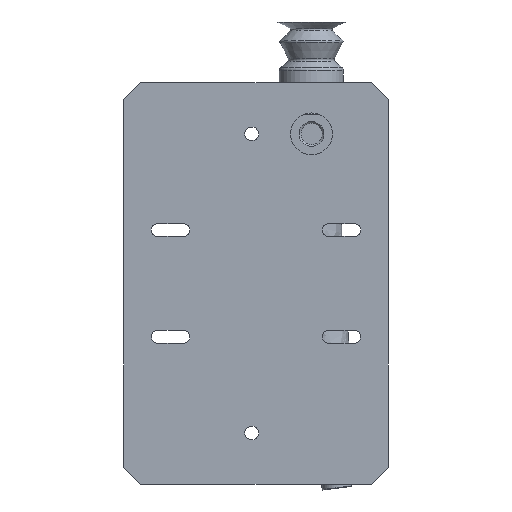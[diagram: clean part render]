
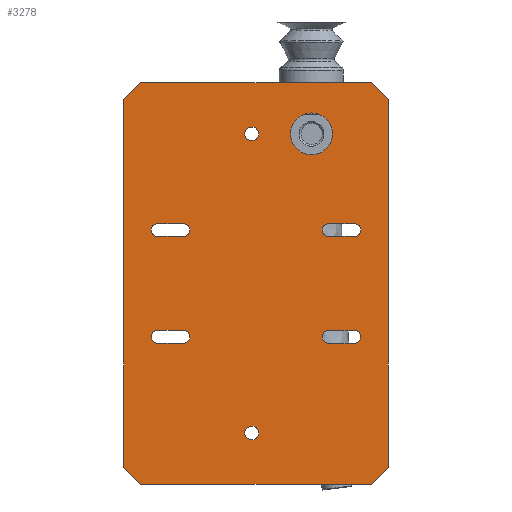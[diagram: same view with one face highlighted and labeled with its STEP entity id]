
A CAD part, front view. The second image highlights one B-rep face of the part: STEP entity #3278.
In plain terms, the highlighted planar face has unit normal (0, -1, 0).
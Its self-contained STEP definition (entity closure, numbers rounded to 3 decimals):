
#293=FACE_BOUND('',#1234,.T.);
#294=FACE_BOUND('',#1235,.T.);
#295=FACE_BOUND('',#1236,.T.);
#296=FACE_BOUND('',#1237,.T.);
#297=FACE_BOUND('',#1238,.T.);
#298=FACE_BOUND('',#1239,.T.);
#299=FACE_BOUND('',#1240,.T.);
#358=PLANE('',#3608);
#540=LINE('',#7665,#735);
#546=LINE('',#7676,#741);
#561=LINE('',#7729,#756);
#564=LINE('',#7734,#759);
#565=LINE('',#7737,#760);
#568=LINE('',#7742,#763);
#569=LINE('',#7745,#764);
#572=LINE('',#7751,#767);
#575=LINE('',#7759,#770);
#578=LINE('',#7767,#773);
#581=LINE('',#7775,#776);
#587=LINE('',#7795,#782);
#590=LINE('',#7803,#785);
#594=LINE('',#7815,#789);
#597=LINE('',#7822,#792);
#598=LINE('',#7824,#793);
#735=VECTOR('',#4190,10.);
#741=VECTOR('',#4198,10.);
#756=VECTOR('',#4239,10.);
#759=VECTOR('',#4244,10.);
#760=VECTOR('',#4247,10.);
#763=VECTOR('',#4252,10.);
#764=VECTOR('',#4255,10.);
#767=VECTOR('',#4260,10.);
#770=VECTOR('',#4269,10.);
#773=VECTOR('',#4278,10.);
#776=VECTOR('',#4287,10.);
#782=VECTOR('',#4311,10.);
#785=VECTOR('',#4320,10.);
#789=VECTOR('',#4334,10.);
#792=VECTOR('',#4343,10.);
#793=VECTOR('',#4346,10.);
#1014=FACE_OUTER_BOUND('',#1233,.T.);
#1233=EDGE_LOOP('',(#3056,#3057,#3058,#3059,#3060,#3061,#3062,#3063));
#1234=EDGE_LOOP('',(#3064,#3065,#3066,#3067));
#1235=EDGE_LOOP('',(#3068,#3069,#3070,#3071));
#1236=EDGE_LOOP('',(#3072));
#1237=EDGE_LOOP('',(#3073));
#1238=EDGE_LOOP('',(#3074));
#1239=EDGE_LOOP('',(#3075,#3076,#3077,#3078));
#1240=EDGE_LOOP('',(#3079,#3080,#3081,#3082));
#1354=CIRCLE('',#3579,1.5);
#1355=CIRCLE('',#3582,1.5);
#1356=CIRCLE('',#3585,1.5);
#1357=CIRCLE('',#3588,1.5);
#1358=CIRCLE('',#3590,4.9);
#1359=CIRCLE('',#3592,1.6);
#1360=CIRCLE('',#3594,1.6);
#1361=CIRCLE('',#3597,1.5);
#1362=CIRCLE('',#3600,1.5);
#1363=CIRCLE('',#3602,1.5);
#1364=CIRCLE('',#3605,1.5);
#1610=VERTEX_POINT('',#7663);
#1611=VERTEX_POINT('',#7664);
#1615=VERTEX_POINT('',#7674);
#1640=VERTEX_POINT('',#7728);
#1641=VERTEX_POINT('',#7732);
#1642=VERTEX_POINT('',#7736);
#1643=VERTEX_POINT('',#7740);
#1644=VERTEX_POINT('',#7744);
#1645=VERTEX_POINT('',#7748);
#1646=VERTEX_POINT('',#7750);
#1647=VERTEX_POINT('',#7754);
#1648=VERTEX_POINT('',#7758);
#1649=VERTEX_POINT('',#7764);
#1650=VERTEX_POINT('',#7766);
#1651=VERTEX_POINT('',#7770);
#1652=VERTEX_POINT('',#7774);
#1653=VERTEX_POINT('',#7780);
#1654=VERTEX_POINT('',#7784);
#1655=VERTEX_POINT('',#7788);
#1656=VERTEX_POINT('',#7792);
#1657=VERTEX_POINT('',#7794);
#1658=VERTEX_POINT('',#7798);
#1659=VERTEX_POINT('',#7802);
#1660=VERTEX_POINT('',#7808);
#1661=VERTEX_POINT('',#7810);
#1662=VERTEX_POINT('',#7814);
#1663=VERTEX_POINT('',#7818);
#2056=EDGE_CURVE('',#1610,#1611,#540,.T.);
#2062=EDGE_CURVE('',#1610,#1615,#546,.T.);
#2088=EDGE_CURVE('',#1640,#1615,#561,.T.);
#2091=EDGE_CURVE('',#1640,#1641,#564,.T.);
#2092=EDGE_CURVE('',#1642,#1641,#565,.T.);
#2095=EDGE_CURVE('',#1642,#1643,#568,.T.);
#2096=EDGE_CURVE('',#1644,#1643,#569,.T.);
#2099=EDGE_CURVE('',#1646,#1645,#572,.T.);
#2101=EDGE_CURVE('',#1647,#1646,#1354,.T.);
#2103=EDGE_CURVE('',#1648,#1647,#575,.T.);
#2105=EDGE_CURVE('',#1645,#1648,#1355,.T.);
#2107=EDGE_CURVE('',#1650,#1649,#578,.T.);
#2109=EDGE_CURVE('',#1651,#1650,#1356,.T.);
#2111=EDGE_CURVE('',#1652,#1651,#581,.T.);
#2113=EDGE_CURVE('',#1649,#1652,#1357,.T.);
#2114=EDGE_CURVE('',#1653,#1653,#1358,.T.);
#2116=EDGE_CURVE('',#1654,#1654,#1359,.T.);
#2118=EDGE_CURVE('',#1655,#1655,#1360,.T.);
#2121=EDGE_CURVE('',#1657,#1656,#587,.T.);
#2123=EDGE_CURVE('',#1658,#1657,#1361,.T.);
#2125=EDGE_CURVE('',#1659,#1658,#590,.T.);
#2127=EDGE_CURVE('',#1656,#1659,#1362,.T.);
#2129=EDGE_CURVE('',#1661,#1660,#1363,.T.);
#2131=EDGE_CURVE('',#1662,#1661,#594,.T.);
#2133=EDGE_CURVE('',#1663,#1662,#1364,.T.);
#2135=EDGE_CURVE('',#1660,#1663,#597,.T.);
#2136=EDGE_CURVE('',#1644,#1611,#598,.T.);
#3056=ORIENTED_EDGE('',*,*,#2056,.F.);
#3057=ORIENTED_EDGE('',*,*,#2062,.T.);
#3058=ORIENTED_EDGE('',*,*,#2088,.F.);
#3059=ORIENTED_EDGE('',*,*,#2091,.T.);
#3060=ORIENTED_EDGE('',*,*,#2092,.F.);
#3061=ORIENTED_EDGE('',*,*,#2095,.T.);
#3062=ORIENTED_EDGE('',*,*,#2096,.F.);
#3063=ORIENTED_EDGE('',*,*,#2136,.T.);
#3064=ORIENTED_EDGE('',*,*,#2135,.T.);
#3065=ORIENTED_EDGE('',*,*,#2133,.T.);
#3066=ORIENTED_EDGE('',*,*,#2131,.T.);
#3067=ORIENTED_EDGE('',*,*,#2129,.T.);
#3068=ORIENTED_EDGE('',*,*,#2127,.T.);
#3069=ORIENTED_EDGE('',*,*,#2125,.T.);
#3070=ORIENTED_EDGE('',*,*,#2123,.T.);
#3071=ORIENTED_EDGE('',*,*,#2121,.T.);
#3072=ORIENTED_EDGE('',*,*,#2118,.T.);
#3073=ORIENTED_EDGE('',*,*,#2116,.T.);
#3074=ORIENTED_EDGE('',*,*,#2114,.T.);
#3075=ORIENTED_EDGE('',*,*,#2113,.T.);
#3076=ORIENTED_EDGE('',*,*,#2111,.T.);
#3077=ORIENTED_EDGE('',*,*,#2109,.T.);
#3078=ORIENTED_EDGE('',*,*,#2107,.T.);
#3079=ORIENTED_EDGE('',*,*,#2105,.T.);
#3080=ORIENTED_EDGE('',*,*,#2103,.T.);
#3081=ORIENTED_EDGE('',*,*,#2101,.T.);
#3082=ORIENTED_EDGE('',*,*,#2099,.T.);
#3278=ADVANCED_FACE('',(#1014,#293,#294,#295,#296,#297,#298,#299),#358,
 .T.);
#3579=AXIS2_PLACEMENT_3D('',#7755,#4264,#4265);
#3582=AXIS2_PLACEMENT_3D('',#7762,#4273,#4274);
#3585=AXIS2_PLACEMENT_3D('',#7771,#4282,#4283);
#3588=AXIS2_PLACEMENT_3D('',#7778,#4291,#4292);
#3590=AXIS2_PLACEMENT_3D('',#7781,#4295,#4296);
#3592=AXIS2_PLACEMENT_3D('',#7785,#4300,#4301);
#3594=AXIS2_PLACEMENT_3D('',#7789,#4305,#4306);
#3597=AXIS2_PLACEMENT_3D('',#7799,#4315,#4316);
#3600=AXIS2_PLACEMENT_3D('',#7806,#4324,#4325);
#3602=AXIS2_PLACEMENT_3D('',#7811,#4329,#4330);
#3605=AXIS2_PLACEMENT_3D('',#7819,#4338,#4339);
#3608=AXIS2_PLACEMENT_3D('',#7825,#4347,#4348);
#4190=DIRECTION('',(0.707,0.,0.707));
#4198=DIRECTION('',(0.,0.,-1.));
#4239=DIRECTION('',(-0.707,0.,0.707));
#4244=DIRECTION('',(1.,0.,0.));
#4247=DIRECTION('',(-0.707,0.,-0.707));
#4252=DIRECTION('',(0.,0.,1.));
#4255=DIRECTION('',(0.707,0.,-0.707));
#4260=DIRECTION('',(1.,0.,0.));
#4264=DIRECTION('center_axis',(0.,1.,0.));
#4265=DIRECTION('ref_axis',(0.,0.,1.));
#4269=DIRECTION('',(-1.,0.,0.));
#4273=DIRECTION('center_axis',(0.,1.,0.));
#4274=DIRECTION('ref_axis',(0.,0.,-1.));
#4278=DIRECTION('',(-1.,0.,0.));
#4282=DIRECTION('center_axis',(0.,1.,0.));
#4283=DIRECTION('ref_axis',(0.,0.,-1.));
#4287=DIRECTION('',(1.,0.,0.));
#4291=DIRECTION('center_axis',(0.,1.,0.));
#4292=DIRECTION('ref_axis',(0.,0.,1.));
#4295=DIRECTION('center_axis',(0.,1.,0.));
#4296=DIRECTION('ref_axis',(1.,0.,0.));
#4300=DIRECTION('center_axis',(0.,1.,0.));
#4301=DIRECTION('ref_axis',(1.,0.,0.));
#4305=DIRECTION('center_axis',(0.,1.,0.));
#4306=DIRECTION('ref_axis',(1.,0.,0.));
#4311=DIRECTION('',(1.,0.,0.));
#4315=DIRECTION('center_axis',(0.,1.,0.));
#4316=DIRECTION('ref_axis',(0.,0.,1.));
#4320=DIRECTION('',(-1.,0.,0.));
#4324=DIRECTION('center_axis',(0.,1.,0.));
#4325=DIRECTION('ref_axis',(0.,0.,-1.));
#4329=DIRECTION('center_axis',(0.,1.,0.));
#4330=DIRECTION('ref_axis',(0.,0.,1.));
#4334=DIRECTION('',(-1.,0.,0.));
#4338=DIRECTION('center_axis',(0.,1.,0.));
#4339=DIRECTION('ref_axis',(0.,0.,-1.));
#4343=DIRECTION('',(1.,0.,0.));
#4346=DIRECTION('',(-1.,0.,0.));
#4347=DIRECTION('center_axis',(0.,-1.,0.));
#4348=DIRECTION('ref_axis',(1.,0.,0.));
#7663=CARTESIAN_POINT('',(-43.981,-13.5,-5.));
#7664=CARTESIAN_POINT('',(-39.981,-13.5,-1.));
#7665=CARTESIAN_POINT('',(-45.981,-13.5,-7.));
#7674=CARTESIAN_POINT('',(-43.981,-13.5,-91.));
#7676=CARTESIAN_POINT('',(-43.981,-13.5,-95.));
#7728=CARTESIAN_POINT('',(-39.981,-13.5,-95.));
#7729=CARTESIAN_POINT('',(-45.981,-13.5,-89.));
#7732=CARTESIAN_POINT('',(14.019,-13.5,-95.));
#7734=CARTESIAN_POINT('',(18.019,-13.5,-95.));
#7736=CARTESIAN_POINT('',(18.019,-13.5,-91.));
#7737=CARTESIAN_POINT('',(20.019,-13.5,-89.));
#7740=CARTESIAN_POINT('',(18.019,-13.5,-5.));
#7742=CARTESIAN_POINT('',(18.019,-13.5,-1.));
#7744=CARTESIAN_POINT('',(14.019,-13.5,-1.));
#7745=CARTESIAN_POINT('',(20.019,-13.5,-7.));
#7748=CARTESIAN_POINT('',(10.019,-13.5,-34.));
#7750=CARTESIAN_POINT('',(4.019,-13.5,-34.));
#7751=CARTESIAN_POINT('',(4.019,-13.5,-34.));
#7754=CARTESIAN_POINT('',(4.019,-13.5,-37.));
#7755=CARTESIAN_POINT('Origin',(4.019,-13.5,-35.5));
#7758=CARTESIAN_POINT('',(10.019,-13.5,-37.));
#7759=CARTESIAN_POINT('',(10.019,-13.5,-37.));
#7762=CARTESIAN_POINT('Origin',(10.019,-13.5,-35.5));
#7764=CARTESIAN_POINT('',(-35.981,-13.5,-37.));
#7766=CARTESIAN_POINT('',(-29.981,-13.5,-37.));
#7767=CARTESIAN_POINT('',(-35.981,-13.5,-37.));
#7770=CARTESIAN_POINT('',(-29.981,-13.5,-34.));
#7771=CARTESIAN_POINT('Origin',(-29.981,-13.5,-35.5));
#7774=CARTESIAN_POINT('',(-35.981,-13.5,-34.));
#7775=CARTESIAN_POINT('',(-29.981,-13.5,-34.));
#7778=CARTESIAN_POINT('Origin',(-35.981,-13.5,-35.5));
#7780=CARTESIAN_POINT('',(-4.881,-13.5,-13.));
#7781=CARTESIAN_POINT('Origin',(0.019,-13.5,-13.));
#7784=CARTESIAN_POINT('',(-15.581,-13.5,-13.));
#7785=CARTESIAN_POINT('Origin',(-13.981,-13.5,-13.));
#7788=CARTESIAN_POINT('',(-15.581,-13.5,-83.));
#7789=CARTESIAN_POINT('Origin',(-13.981,-13.5,-83.));
#7792=CARTESIAN_POINT('',(-29.981,-13.5,-59.));
#7794=CARTESIAN_POINT('',(-35.981,-13.5,-59.));
#7795=CARTESIAN_POINT('',(-35.981,-13.5,-59.));
#7798=CARTESIAN_POINT('',(-35.981,-13.5,-62.));
#7799=CARTESIAN_POINT('Origin',(-35.981,-13.5,-60.5));
#7802=CARTESIAN_POINT('',(-29.981,-13.5,-62.));
#7803=CARTESIAN_POINT('',(-29.981,-13.5,-62.));
#7806=CARTESIAN_POINT('Origin',(-29.981,-13.5,-60.5));
#7808=CARTESIAN_POINT('',(4.019,-13.5,-59.));
#7810=CARTESIAN_POINT('',(4.019,-13.5,-62.));
#7811=CARTESIAN_POINT('Origin',(4.019,-13.5,-60.5));
#7814=CARTESIAN_POINT('',(10.019,-13.5,-62.));
#7815=CARTESIAN_POINT('',(4.019,-13.5,-62.));
#7818=CARTESIAN_POINT('',(10.019,-13.5,-59.));
#7819=CARTESIAN_POINT('Origin',(10.019,-13.5,-60.5));
#7822=CARTESIAN_POINT('',(10.019,-13.5,-59.));
#7824=CARTESIAN_POINT('',(-43.981,-13.5,-1.));
#7825=CARTESIAN_POINT('Origin',(-12.981,-13.5,-48.));
